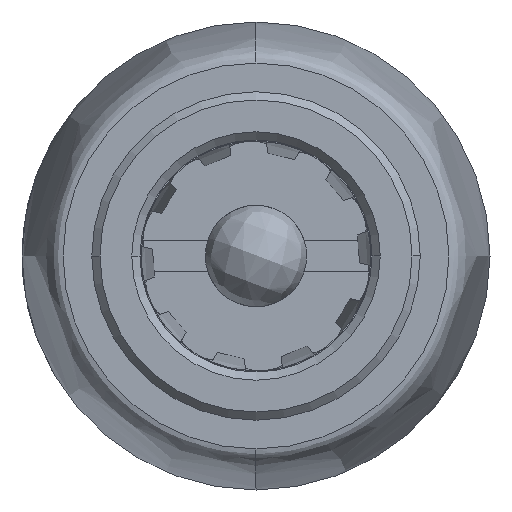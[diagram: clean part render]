
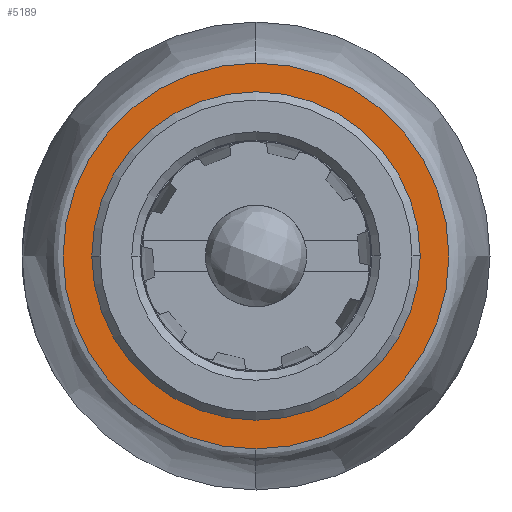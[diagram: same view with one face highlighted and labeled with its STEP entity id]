
A CAD part, left-side view. The second image highlights one B-rep face of the part: STEP entity #5189.
In plain terms, the highlighted face is planar.
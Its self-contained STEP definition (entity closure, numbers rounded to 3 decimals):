
#21 = AXIS2_PLACEMENT_3D ( 'NONE', #26375, #352, #3085 ) ;
#352 = DIRECTION ( 'NONE',  ( 1., 0., 0. ) ) ;
#2337 = EDGE_CURVE ( 'NONE', #30003, #8645, #30883, .T. ) ;
#3085 = DIRECTION ( 'NONE',  ( 0., 0., -1. ) ) ;
#3860 = FACE_BOUND ( 'NONE', #8125, .T. ) ;
#4435 = CARTESIAN_POINT ( 'NONE',  ( 0., -4.7, 0. ) ) ;
#4573 = DIRECTION ( 'NONE',  ( 0., 0., 1. ) ) ;
#4805 = CARTESIAN_POINT ( 'NONE',  ( 0., 0., 4. ) ) ;
#5137 = CARTESIAN_POINT ( 'NONE',  ( 0., 0., 0. ) ) ;
#5189 = ADVANCED_FACE ( 'NONE', ( #3860, #12786 ), #30683, .F. ) ;
#5225 = CARTESIAN_POINT ( 'NONE',  ( 0., 4.7, 0. ) ) ;
#5694 = EDGE_CURVE ( 'NONE', #31577, #33135, #7403, .T. ) ;
#5859 = AXIS2_PLACEMENT_3D ( 'NONE', #8243, #28306, #22266 ) ;
#7403 = CIRCLE ( 'NONE', #21, 4. ) ;
#8125 = EDGE_LOOP ( 'NONE', ( #10569, #34973 ) ) ;
#8243 = CARTESIAN_POINT ( 'NONE',  ( 0., 0., 0. ) ) ;
#8645 = VERTEX_POINT ( 'NONE', #4435 ) ;
#9262 = DIRECTION ( 'NONE',  ( 1., 0., 0. ) ) ;
#10569 = ORIENTED_EDGE ( 'NONE', *, *, #5694, .F. ) ;
#11742 = EDGE_LOOP ( 'NONE', ( #19552, #33700 ) ) ;
#12208 = AXIS2_PLACEMENT_3D ( 'NONE', #27521, #21952, #4573 ) ;
#12707 = CIRCLE ( 'NONE', #27105, 4. ) ;
#12786 = FACE_OUTER_BOUND ( 'NONE', #11742, .T. ) ;
#12814 = CARTESIAN_POINT ( 'NONE',  ( 0., 0., -4. ) ) ;
#13266 = DIRECTION ( 'NONE',  ( 0., 0., 1. ) ) ;
#13279 = CIRCLE ( 'NONE', #12208, 4.7 ) ;
#14744 = EDGE_CURVE ( 'NONE', #8645, #30003, #13279, .T. ) ;
#19552 = ORIENTED_EDGE ( 'NONE', *, *, #2337, .F. ) ;
#21952 = DIRECTION ( 'NONE',  ( -1., 0., 0. ) ) ;
#22266 = DIRECTION ( 'NONE',  ( 0., 0., 1. ) ) ;
#23557 = DIRECTION ( 'NONE',  ( 0., 0., -1. ) ) ;
#26375 = CARTESIAN_POINT ( 'NONE',  ( 0., 0., 0. ) ) ;
#27105 = AXIS2_PLACEMENT_3D ( 'NONE', #34953, #9262, #23557 ) ;
#27521 = CARTESIAN_POINT ( 'NONE',  ( 0., 0., 0. ) ) ;
#28306 = DIRECTION ( 'NONE',  ( -1., 0., 0. ) ) ;
#29759 = AXIS2_PLACEMENT_3D ( 'NONE', #5137, #30316, #13266 ) ;
#30003 = VERTEX_POINT ( 'NONE', #5225 ) ;
#30316 = DIRECTION ( 'NONE',  ( -1., 0., 0. ) ) ;
#30683 = PLANE ( 'NONE',  #29759 ) ;
#30883 = CIRCLE ( 'NONE', #5859, 4.7 ) ;
#31577 = VERTEX_POINT ( 'NONE', #12814 ) ;
#33135 = VERTEX_POINT ( 'NONE', #4805 ) ;
#33700 = ORIENTED_EDGE ( 'NONE', *, *, #14744, .F. ) ;
#34953 = CARTESIAN_POINT ( 'NONE',  ( 0., 0., 0. ) ) ;
#34973 = ORIENTED_EDGE ( 'NONE', *, *, #35923, .F. ) ;
#35923 = EDGE_CURVE ( 'NONE', #33135, #31577, #12707, .T. ) ;
